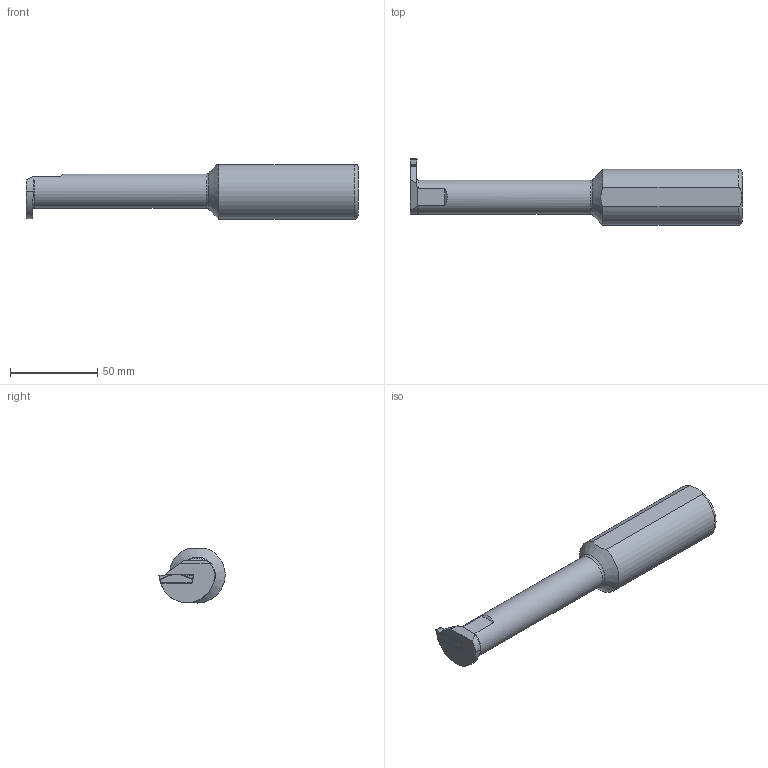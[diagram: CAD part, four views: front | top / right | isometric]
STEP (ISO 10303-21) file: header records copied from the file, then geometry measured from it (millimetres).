
FILE_DESCRIPTION(/* description */ (''),/* implementation_level */ '2;1');
FILE_NAME(/* name */ 'AIKT-KM-L-32-4-T12.stp',/* time_stamp */ '2023-12-04T13:03:09+03:00',/* author */ (''),/* organization */ (''),/* preprocessor_version */ 'ST-DEVELOPER v19.4',/* originating_system */ 'SIEMENS PLM Software NX2306.3001',/* authorisation */ '');
FILE_SCHEMA (('AUTOMOTIVE_DESIGN { 1 0 10303 214 3 1 1 1 }'));
Length unit declared in the file: millimetre
Products named in the file (1): AIKT-KM-R-32-4-T12_x_t_objects
Bounding box: 190 x 38 x 31 mm (x, y, z)
Volume: 98571.9 mm3; surface area: 17061.5 mm2
Topology: 2 solids, 2 shells, 65 faces, 177 edges, 116 vertices
Faces by surface type: plane 38, cylinder 19, bspline 4, torus 3, cone 1
Full cylindrical faces by diameter (mm): 19.5 x1
Entity records: 2455 total; most frequent: CARTESIAN_POINT 546, ORIENTED_EDGE 340, DIRECTION 326, EDGE_CURVE 170, VERTEX_POINT 113, AXIS2_PLACEMENT_3D 111, LINE 104, VECTOR 104
